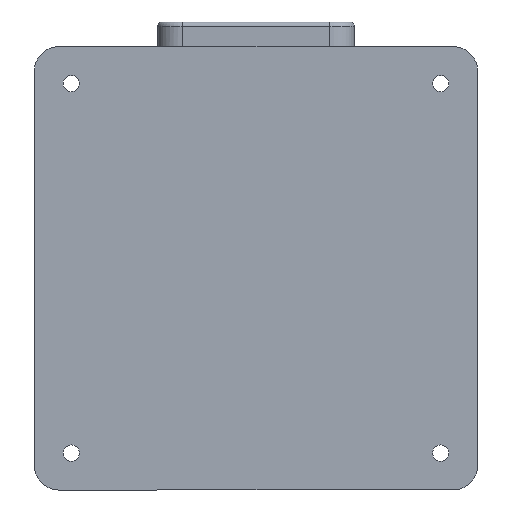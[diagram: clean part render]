
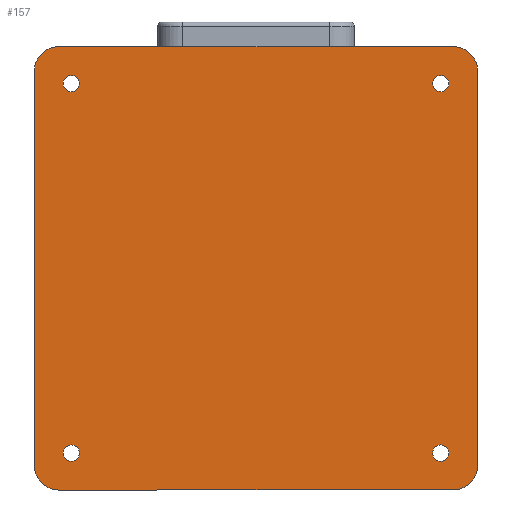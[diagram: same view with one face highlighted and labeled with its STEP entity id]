
A CAD part, front view. The second image highlights one B-rep face of the part: STEP entity #157.
In plain terms, the highlighted planar face has unit normal (0, -1, 0).
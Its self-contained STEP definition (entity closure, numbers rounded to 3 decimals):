
#5 = VERTEX_POINT ( 'NONE', #1569 ) ;
#27 = CARTESIAN_POINT ( 'NONE',  ( 75., 0., 78.3 ) ) ;
#53 = CARTESIAN_POINT ( 'NONE',  ( 75., 0., 75. ) ) ;
#66 = VERTEX_POINT ( 'NONE', #898 ) ;
#72 = EDGE_CURVE ( 'NONE', #1943, #680, #2078, .T. ) ;
#77 = CARTESIAN_POINT ( 'NONE',  ( -75., 0., -78.3 ) ) ;
#85 = CARTESIAN_POINT ( 'NONE',  ( 0., 0., 0. ) ) ;
#86 = DIRECTION ( 'NONE',  ( 0., 1., 0. ) ) ;
#99 = AXIS2_PLACEMENT_3D ( 'NONE', #132, #2526, #1498 ) ;
#104 = ORIENTED_EDGE ( 'NONE', *, *, #811, .T. ) ;
#116 = FACE_BOUND ( 'NONE', #1055, .T. ) ;
#121 = VERTEX_POINT ( 'NONE', #1331 ) ;
#132 = CARTESIAN_POINT ( 'NONE',  ( -80., 0., -80. ) ) ;
#157 = ADVANCED_FACE ( 'NONE', ( #116, #2276, #287, #1096, #476 ), #2263, .F. ) ;
#185 = AXIS2_PLACEMENT_3D ( 'NONE', #933, #2488, #1698 ) ;
#211 = CARTESIAN_POINT ( 'NONE',  ( 80., 0., -80. ) ) ;
#235 = EDGE_CURVE ( 'NONE', #2176, #1335, #2221, .T. ) ;
#245 = AXIS2_PLACEMENT_3D ( 'NONE', #2338, #1174, #1948 ) ;
#248 = DIRECTION ( 'NONE',  ( 0., 0., 1. ) ) ;
#254 = DIRECTION ( 'NONE',  ( 0., 1., 0. ) ) ;
#262 = VERTEX_POINT ( 'NONE', #1386 ) ;
#264 = DIRECTION ( 'NONE',  ( 0., -1., 0. ) ) ;
#287 = FACE_BOUND ( 'NONE', #338, .T. ) ;
#290 = LINE ( 'NONE', #2072, #1306 ) ;
#311 = EDGE_CURVE ( 'NONE', #378, #2381, #452, .T. ) ;
#338 = EDGE_LOOP ( 'NONE', ( #925, #961 ) ) ;
#369 = CARTESIAN_POINT ( 'NONE',  ( 75., 0., 75. ) ) ;
#378 = VERTEX_POINT ( 'NONE', #27 ) ;
#392 = DIRECTION ( 'NONE',  ( 0., 1., 0. ) ) ;
#413 = CIRCLE ( 'NONE', #1367, 3.3 ) ;
#443 = DIRECTION ( 'NONE',  ( 0., 1., 0. ) ) ;
#452 = CIRCLE ( 'NONE', #2555, 3.3 ) ;
#472 = CARTESIAN_POINT ( 'NONE',  ( 75., 0., -75. ) ) ;
#476 = FACE_OUTER_BOUND ( 'NONE', #1632, .T. ) ;
#484 = ORIENTED_EDGE ( 'NONE', *, *, #652, .T. ) ;
#511 = VERTEX_POINT ( 'NONE', #2270 ) ;
#535 = CIRCLE ( 'NONE', #2474, 10. ) ;
#622 = DIRECTION ( 'NONE',  ( 0., 1., 0. ) ) ;
#652 = EDGE_CURVE ( 'NONE', #121, #680, #1978, .T. ) ;
#659 = CARTESIAN_POINT ( 'NONE',  ( 90., 0., 80. ) ) ;
#680 = VERTEX_POINT ( 'NONE', #1385 ) ;
#811 = EDGE_CURVE ( 'NONE', #2353, #262, #535, .T. ) ;
#818 = CIRCLE ( 'NONE', #2246, 3.3 ) ;
#838 = EDGE_CURVE ( 'NONE', #2407, #1940, #413, .T. ) ;
#894 = ORIENTED_EDGE ( 'NONE', *, *, #1684, .T. ) ;
#895 = DIRECTION ( 'NONE',  ( 0., 0., 1. ) ) ;
#898 = CARTESIAN_POINT ( 'NONE',  ( 75., 0., -71.7 ) ) ;
#913 = CARTESIAN_POINT ( 'NONE',  ( -90., 0., -90. ) ) ;
#925 = ORIENTED_EDGE ( 'NONE', *, *, #311, .T. ) ;
#933 = CARTESIAN_POINT ( 'NONE',  ( -75., 0., 75. ) ) ;
#935 = DIRECTION ( 'NONE',  ( 0., 1., 0. ) ) ;
#942 = VECTOR ( 'NONE', #1783, 1000. ) ;
#944 = ORIENTED_EDGE ( 'NONE', *, *, #1578, .T. ) ;
#951 = VECTOR ( 'NONE', #1672, 1000. ) ;
#957 = EDGE_LOOP ( 'NONE', ( #2271, #2114 ) ) ;
#959 = ORIENTED_EDGE ( 'NONE', *, *, #2325, .F. ) ;
#960 = DIRECTION ( 'NONE',  ( 0., 0., 1. ) ) ;
#961 = ORIENTED_EDGE ( 'NONE', *, *, #2436, .T. ) ;
#967 = CARTESIAN_POINT ( 'NONE',  ( -75., 0., -75. ) ) ;
#1006 = LINE ( 'NONE', #1757, #942 ) ;
#1024 = CIRCLE ( 'NONE', #2341, 3.3 ) ;
#1047 = VERTEX_POINT ( 'NONE', #2007 ) ;
#1055 = EDGE_LOOP ( 'NONE', ( #894, #2459 ) ) ;
#1096 = FACE_BOUND ( 'NONE', #2511, .T. ) ;
#1098 = ORIENTED_EDGE ( 'NONE', *, *, #1352, .T. ) ;
#1111 = CIRCLE ( 'NONE', #1272, 3.3 ) ;
#1138 = CARTESIAN_POINT ( 'NONE',  ( -75., 0., 78.3 ) ) ;
#1167 = EDGE_CURVE ( 'NONE', #2353, #5, #290, .T. ) ;
#1174 = DIRECTION ( 'NONE',  ( 0., -1., 0. ) ) ;
#1185 = DIRECTION ( 'NONE',  ( 0., 0., 1. ) ) ;
#1192 = VECTOR ( 'NONE', #1252, 1000. ) ;
#1252 = DIRECTION ( 'NONE',  ( 1., 0., 0. ) ) ;
#1272 = AXIS2_PLACEMENT_3D ( 'NONE', #472, #443, #1460 ) ;
#1294 = CARTESIAN_POINT ( 'NONE',  ( 80., 0., 80. ) ) ;
#1306 = VECTOR ( 'NONE', #2212, 1000. ) ;
#1331 = CARTESIAN_POINT ( 'NONE',  ( -80., 0., 90. ) ) ;
#1335 = VERTEX_POINT ( 'NONE', #2232 ) ;
#1351 = EDGE_CURVE ( 'NONE', #1943, #1984, #1469, .T. ) ;
#1352 = EDGE_CURVE ( 'NONE', #1940, #2407, #1630, .T. ) ;
#1367 = AXIS2_PLACEMENT_3D ( 'NONE', #1513, #935, #960 ) ;
#1385 = CARTESIAN_POINT ( 'NONE',  ( -90., 0., 80. ) ) ;
#1386 = CARTESIAN_POINT ( 'NONE',  ( 80., 0., 90. ) ) ;
#1427 = CARTESIAN_POINT ( 'NONE',  ( 75., 0., 71.7 ) ) ;
#1432 = CARTESIAN_POINT ( 'NONE',  ( -75., 0., -75. ) ) ;
#1438 = DIRECTION ( 'NONE',  ( 0., 0., 1. ) ) ;
#1460 = DIRECTION ( 'NONE',  ( 0., 0., 1. ) ) ;
#1462 = DIRECTION ( 'NONE',  ( 0., 1., 0. ) ) ;
#1469 = CIRCLE ( 'NONE', #99, 10. ) ;
#1498 = DIRECTION ( 'NONE',  ( 0., 0., 1. ) ) ;
#1513 = CARTESIAN_POINT ( 'NONE',  ( -75., 0., 75. ) ) ;
#1526 = ORIENTED_EDGE ( 'NONE', *, *, #1351, .T. ) ;
#1569 = CARTESIAN_POINT ( 'NONE',  ( 90., 0., -80. ) ) ;
#1578 = EDGE_CURVE ( 'NONE', #1047, #5, #2371, .T. ) ;
#1630 = CIRCLE ( 'NONE', #185, 3.3 ) ;
#1632 = EDGE_LOOP ( 'NONE', ( #2077, #104, #959, #484, #2417, #1526, #1994, #944 ) ) ;
#1648 = CARTESIAN_POINT ( 'NONE',  ( -75., 0., 71.7 ) ) ;
#1672 = DIRECTION ( 'NONE',  ( 0., 0., 1. ) ) ;
#1684 = EDGE_CURVE ( 'NONE', #1335, #2176, #1716, .T. ) ;
#1698 = DIRECTION ( 'NONE',  ( 0., 0., 1. ) ) ;
#1716 = CIRCLE ( 'NONE', #2541, 3.3 ) ;
#1744 = DIRECTION ( 'NONE',  ( 0., -1., 0. ) ) ;
#1757 = CARTESIAN_POINT ( 'NONE',  ( -90., 0., -90. ) ) ;
#1783 = DIRECTION ( 'NONE',  ( -1., 0., 0. ) ) ;
#1835 = AXIS2_PLACEMENT_3D ( 'NONE', #211, #1744, #2539 ) ;
#1914 = CARTESIAN_POINT ( 'NONE',  ( -90., 0., -80. ) ) ;
#1940 = VERTEX_POINT ( 'NONE', #1138 ) ;
#1943 = VERTEX_POINT ( 'NONE', #1914 ) ;
#1948 = DIRECTION ( 'NONE',  ( 0., 0., 1. ) ) ;
#1973 = DIRECTION ( 'NONE',  ( 0., 1., 0. ) ) ;
#1978 = CIRCLE ( 'NONE', #245, 10. ) ;
#1984 = VERTEX_POINT ( 'NONE', #2536 ) ;
#1988 = EDGE_CURVE ( 'NONE', #1047, #1984, #1006, .T. ) ;
#1994 = ORIENTED_EDGE ( 'NONE', *, *, #1988, .F. ) ;
#2007 = CARTESIAN_POINT ( 'NONE',  ( 80., 0., -90. ) ) ;
#2069 = DIRECTION ( 'NONE',  ( 0., 0., 1. ) ) ;
#2072 = CARTESIAN_POINT ( 'NONE',  ( 90., 0., -90. ) ) ;
#2077 = ORIENTED_EDGE ( 'NONE', *, *, #1167, .F. ) ;
#2078 = LINE ( 'NONE', #913, #951 ) ;
#2114 = ORIENTED_EDGE ( 'NONE', *, *, #2364, .T. ) ;
#2135 = ORIENTED_EDGE ( 'NONE', *, *, #838, .T. ) ;
#2147 = EDGE_CURVE ( 'NONE', #66, #511, #818, .T. ) ;
#2157 = CARTESIAN_POINT ( 'NONE',  ( 75., 0., -75. ) ) ;
#2164 = DIRECTION ( 'NONE',  ( 0., 0., 1. ) ) ;
#2176 = VERTEX_POINT ( 'NONE', #77 ) ;
#2189 = DIRECTION ( 'NONE',  ( 0., 0., 1. ) ) ;
#2203 = LINE ( 'NONE', #2437, #1192 ) ;
#2212 = DIRECTION ( 'NONE',  ( 0., 0., -1. ) ) ;
#2221 = CIRCLE ( 'NONE', #2303, 3.3 ) ;
#2232 = CARTESIAN_POINT ( 'NONE',  ( -75., 0., -71.7 ) ) ;
#2246 = AXIS2_PLACEMENT_3D ( 'NONE', #2157, #392, #1185 ) ;
#2263 = PLANE ( 'NONE',  #2348 ) ;
#2270 = CARTESIAN_POINT ( 'NONE',  ( 75., 0., -78.3 ) ) ;
#2271 = ORIENTED_EDGE ( 'NONE', *, *, #2147, .T. ) ;
#2276 = FACE_BOUND ( 'NONE', #957, .T. ) ;
#2303 = AXIS2_PLACEMENT_3D ( 'NONE', #967, #254, #1438 ) ;
#2325 = EDGE_CURVE ( 'NONE', #121, #262, #2203, .T. ) ;
#2338 = CARTESIAN_POINT ( 'NONE',  ( -80., 0., 80. ) ) ;
#2341 = AXIS2_PLACEMENT_3D ( 'NONE', #369, #1973, #2164 ) ;
#2348 = AXIS2_PLACEMENT_3D ( 'NONE', #85, #1462, #2069 ) ;
#2353 = VERTEX_POINT ( 'NONE', #659 ) ;
#2364 = EDGE_CURVE ( 'NONE', #511, #66, #1111, .T. ) ;
#2371 = CIRCLE ( 'NONE', #1835, 10. ) ;
#2381 = VERTEX_POINT ( 'NONE', #1427 ) ;
#2407 = VERTEX_POINT ( 'NONE', #1648 ) ;
#2417 = ORIENTED_EDGE ( 'NONE', *, *, #72, .F. ) ;
#2436 = EDGE_CURVE ( 'NONE', #2381, #378, #1024, .T. ) ;
#2437 = CARTESIAN_POINT ( 'NONE',  ( -90., 0., 90. ) ) ;
#2459 = ORIENTED_EDGE ( 'NONE', *, *, #235, .T. ) ;
#2474 = AXIS2_PLACEMENT_3D ( 'NONE', #1294, #264, #895 ) ;
#2488 = DIRECTION ( 'NONE',  ( 0., 1., 0. ) ) ;
#2511 = EDGE_LOOP ( 'NONE', ( #1098, #2135 ) ) ;
#2526 = DIRECTION ( 'NONE',  ( 0., -1., 0. ) ) ;
#2536 = CARTESIAN_POINT ( 'NONE',  ( -80., 0., -90. ) ) ;
#2539 = DIRECTION ( 'NONE',  ( 0., 0., 1. ) ) ;
#2541 = AXIS2_PLACEMENT_3D ( 'NONE', #1432, #86, #248 ) ;
#2555 = AXIS2_PLACEMENT_3D ( 'NONE', #53, #622, #2189 ) ;
